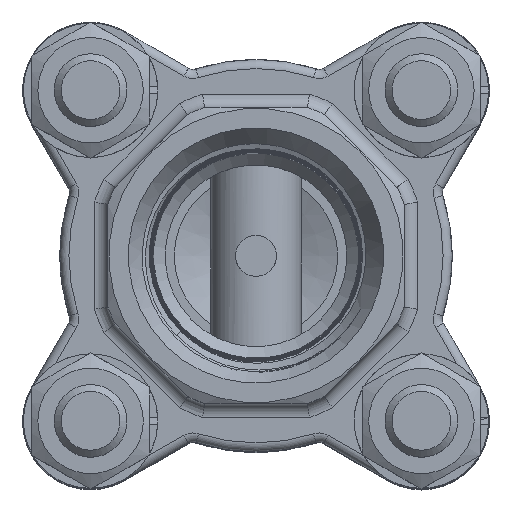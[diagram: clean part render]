
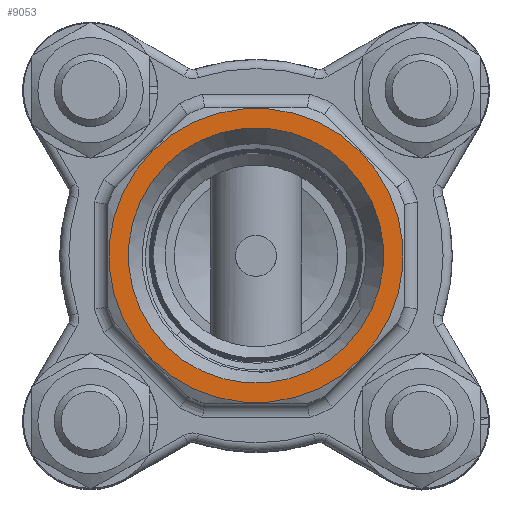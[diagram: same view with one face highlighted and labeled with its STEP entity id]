
A CAD part, top view. The second image highlights one B-rep face of the part: STEP entity #9053.
In plain terms, the highlighted planar face has unit normal (0, 0, 1).
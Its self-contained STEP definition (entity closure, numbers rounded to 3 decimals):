
#8873=CARTESIAN_POINT('',(-11.455,-11.455,46.9));
#8874=VERTEX_POINT('',#8873);
#8875=CARTESIAN_POINT('',(0.,0.,46.9));
#8876=DIRECTION('',(0.,0.,1.0));
#8877=DIRECTION('',(-0.707,-0.707,0.));
#8878=AXIS2_PLACEMENT_3D('',#8875,#8876,#8877);
#8879=CIRCLE('',#8878,16.2);
#8880=EDGE_CURVE('',#8874,#8874,#8879,.T.);
#9034=CARTESIAN_POINT('',(0.,0.,46.9));
#9035=DIRECTION('',(0.0,0.0,1.0));
#9036=DIRECTION('',(1.0,0.0,0.0));
#9037=AXIS2_PLACEMENT_3D('',#9034,#9035,#9036);
#9038=PLANE('',#9037);
#9039=ORIENTED_EDGE('',*,*,#8880,.T.);
#9040=EDGE_LOOP('',(#9039));
#9041=FACE_OUTER_BOUND('',#9040,.T.);
#9042=CARTESIAN_POINT('',(-9.935,-9.935,46.9));
#9043=VERTEX_POINT('',#9042);
#9044=CARTESIAN_POINT('',(0.,0.,46.9));
#9045=DIRECTION('',(0.,0.,-1.0));
#9046=DIRECTION('',(0.707,0.707,0.));
#9047=AXIS2_PLACEMENT_3D('',#9044,#9045,#9046);
#9048=CIRCLE('',#9047,14.05);
#9049=EDGE_CURVE('',#9043,#9043,#9048,.T.);
#9050=ORIENTED_EDGE('',*,*,#9049,.T.);
#9051=EDGE_LOOP('',(#9050));
#9052=FACE_BOUND('',#9051,.T.);
#9053=ADVANCED_FACE('',(#9041,#9052),#9038,.T.);
